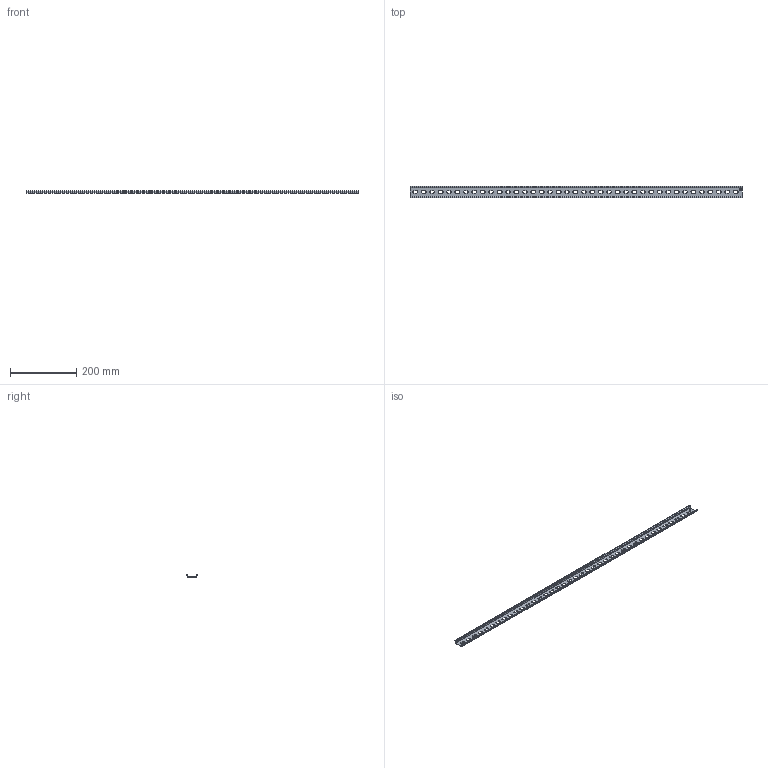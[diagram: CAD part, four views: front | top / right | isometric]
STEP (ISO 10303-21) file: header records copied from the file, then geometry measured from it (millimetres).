
FILE_DESCRIPTION(('Open CASCADE Model'),'2;1');
FILE_NAME('Open CASCADE Shape Model','2018-11-26T11:47:15',('Author'),( 'Open CASCADE'),'Open CASCADE STEP processor 7.3','Open CASCADE 7.3' ,'Unknown');
FILE_SCHEMA(('AUTOMOTIVE_DESIGN { 1 0 10303 214 1 1 1 1 }'));
Length unit declared in the file: millimetre
Products named in the file (1): Open CASCADE STEP translator 7.3 1
Bounding box: 1000 x 35 x 7.98 mm (x, y, z)
Volume: 42966.2 mm3; surface area: 90317.4 mm2
Topology: 1 solids, 1 shells, 230 faces, 675 edges, 450 vertices
Faces by surface type: plane 119, cylinder 102, extrusion 9
Entity records: 17612 total; most frequent: CARTESIAN_POINT 4390, DIRECTION 2433, VECTOR 1559, LINE 1550, ORIENTED_EDGE 1350, PCURVE 1350, DEFINITIONAL_REPRESENTATION 1350, EDGE_CURVE 675
